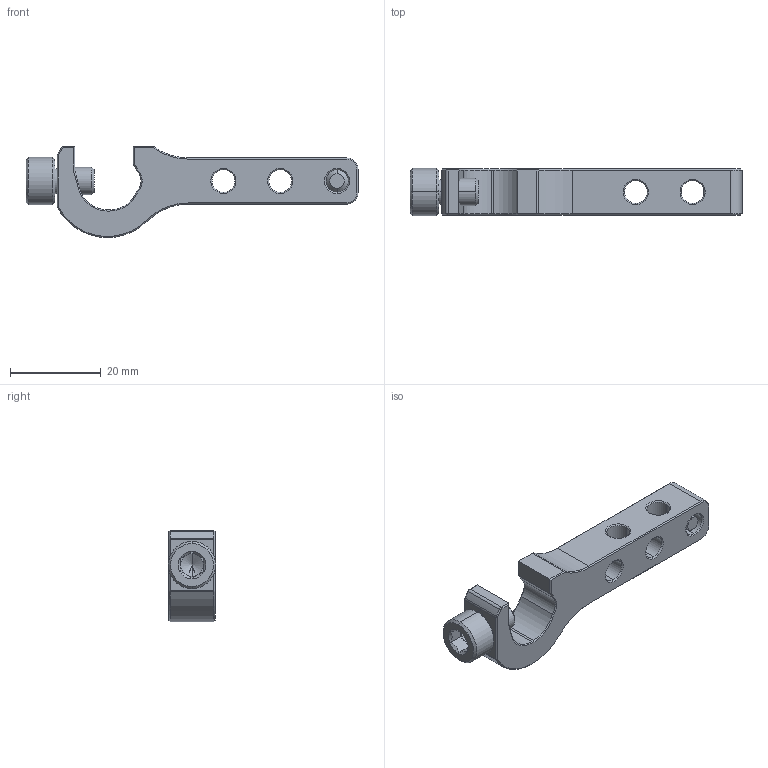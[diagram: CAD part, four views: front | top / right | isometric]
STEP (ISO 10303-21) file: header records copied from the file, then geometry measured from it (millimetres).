
FILE_DESCRIPTION (( 'STEP AP214' ), '1' );
FILE_NAME ('TTN109236-E0W.STEP', '2016-09-02T20:18:19', ( 'admin' ), ( '' ), 'SwSTEP 2.0', 'SolidWorks 2016', '' );
FILE_SCHEMA (( 'AUTOMOTIVE_DESIGN' ));
Length unit declared in the file: inch
Products named in the file (1): TTN109236-E0W
Bounding box: 73.03 x 10.41 x 20.07 mm (x, y, z)
Volume: 6690.4 mm3; surface area: 4653.3 mm2
Topology: 3 solids, 3 shells, 431 faces, 1099 edges, 695 vertices
Faces by surface type: plane 226, bspline 77, cone 75, cylinder 53
Entity records: 20789 total; most frequent: CARTESIAN_POINT 5299, ORIENTED_EDGE 2190, DIRECTION 1745, EDGE_CURVE 1095, VECTOR 719, LINE 719, VERTEX_POINT 695, AXIS2_PLACEMENT_3D 513
